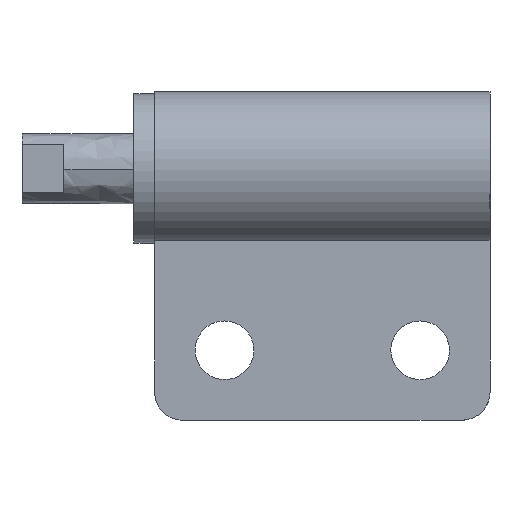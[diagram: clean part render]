
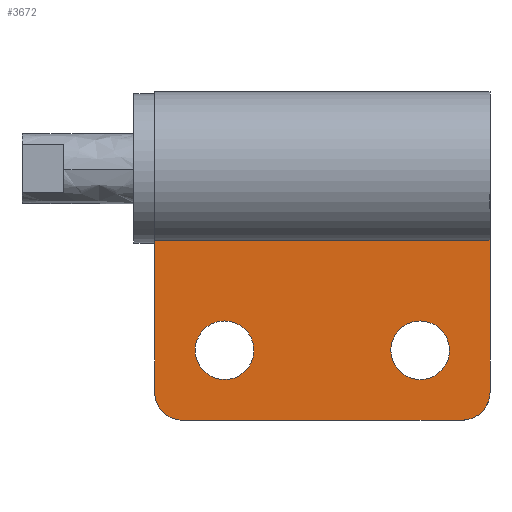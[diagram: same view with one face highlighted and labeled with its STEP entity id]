
A CAD part, front view. The second image highlights one B-rep face of the part: STEP entity #3672.
In plain terms, the highlighted free-form (B-spline) face has degree [1, 1] with [2, 2] control points.
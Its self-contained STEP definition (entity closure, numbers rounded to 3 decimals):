
#3116=CARTESIAN_POINT('',(9.415,-2.0,-12.752));
#3117=VERTEX_POINT('',#3116);
#3123=CARTESIAN_POINT('',(11.5,-2.0,-15.1));
#3124=VERTEX_POINT('',#3123);
#3125=CARTESIAN_POINT('',(9.415,-2.,-12.752));
#3126=CARTESIAN_POINT('',(9.4,-2.,-12.876));
#3127=CARTESIAN_POINT('',(9.4,-2.0,-13.0));
#3128=CARTESIAN_POINT('',(9.4,-2.,-15.1));
#3129=CARTESIAN_POINT('',(11.5,-2.0,-15.1));
#3137=(BOUNDED_CURVE()B_SPLINE_CURVE(2,(#3125,#3126,#3127,#3128,#3129),.UNSPECIFIED.,.F.,.U.)B_SPLINE_CURVE_WITH_KNOTS((3,2,3),(0.23,0.25,0.5),.UNSPECIFIED.)CURVE()GEOMETRIC_REPRESENTATION_ITEM()RATIONAL_B_SPLINE_CURVE((0.956,0.976,1.0,0.707,1.0))REPRESENTATION_ITEM(''));
#3138=EDGE_CURVE('',#3117,#3124,#3137,.T.);
#3140=CARTESIAN_POINT('',(13.596,-2.0,-13.128));
#3141=VERTEX_POINT('',#3140);
#3142=CARTESIAN_POINT('',(11.5,-2.0,-15.1));
#3143=CARTESIAN_POINT('',(13.475,-2.,-15.1));
#3144=CARTESIAN_POINT('',(13.596,-2.,-13.128));
#3152=(BOUNDED_CURVE()B_SPLINE_CURVE(2,(#3142,#3143,#3144),.UNSPECIFIED.,.F.,.U.)B_SPLINE_CURVE_WITH_KNOTS((3,3),(0.5,0.739),.UNSPECIFIED.)CURVE()GEOMETRIC_REPRESENTATION_ITEM()RATIONAL_B_SPLINE_CURVE((1.0,0.72,0.976))REPRESENTATION_ITEM(''));
#3153=EDGE_CURVE('',#3124,#3141,#3152,.T.);
#3227=CARTESIAN_POINT('',(11.5,-2.0,-10.9));
#3228=VERTEX_POINT('',#3227);
#3229=CARTESIAN_POINT('',(13.596,-2.0,-13.128));
#3230=CARTESIAN_POINT('',(13.6,-2.,-13.064));
#3231=CARTESIAN_POINT('',(13.6,-2.0,-13.0));
#3232=CARTESIAN_POINT('',(13.6,-2.,-10.9));
#3233=CARTESIAN_POINT('',(11.5,-2.0,-10.9));
#3241=(BOUNDED_CURVE()B_SPLINE_CURVE(2,(#3229,#3230,#3231,#3232,#3233),.UNSPECIFIED.,.F.,.U.)B_SPLINE_CURVE_WITH_KNOTS((3,2,3),(0.739,0.75,1.0),.UNSPECIFIED.)CURVE()GEOMETRIC_REPRESENTATION_ITEM()RATIONAL_B_SPLINE_CURVE((0.976,0.988,1.0,0.707,1.0))REPRESENTATION_ITEM(''));
#3242=EDGE_CURVE('',#3141,#3228,#3241,.T.);
#3244=CARTESIAN_POINT('',(11.5,-2.0,-10.9));
#3245=CARTESIAN_POINT('',(9.635,-2.,-10.9));
#3246=CARTESIAN_POINT('',(9.415,-2.,-12.752));
#3254=(BOUNDED_CURVE()B_SPLINE_CURVE(2,(#3244,#3245,#3246),.UNSPECIFIED.,.F.,.U.)B_SPLINE_CURVE_WITH_KNOTS((3,3),(0.0,0.23),.UNSPECIFIED.)CURVE()GEOMETRIC_REPRESENTATION_ITEM()RATIONAL_B_SPLINE_CURVE((1.0,0.731,0.956))REPRESENTATION_ITEM(''));
#3255=EDGE_CURVE('',#3228,#3117,#3254,.T.);
#3302=CARTESIAN_POINT('',(23.415,-2.0,-12.752));
#3303=VERTEX_POINT('',#3302);
#3309=CARTESIAN_POINT('',(25.5,-2.0,-15.1));
#3310=VERTEX_POINT('',#3309);
#3311=CARTESIAN_POINT('',(23.415,-2.,-12.752));
#3312=CARTESIAN_POINT('',(23.4,-2.,-12.876));
#3313=CARTESIAN_POINT('',(23.4,-2.0,-13.0));
#3314=CARTESIAN_POINT('',(23.4,-2.,-15.1));
#3315=CARTESIAN_POINT('',(25.5,-2.0,-15.1));
#3323=(BOUNDED_CURVE()B_SPLINE_CURVE(2,(#3311,#3312,#3313,#3314,#3315),.UNSPECIFIED.,.F.,.U.)B_SPLINE_CURVE_WITH_KNOTS((3,2,3),(0.23,0.25,0.5),.UNSPECIFIED.)CURVE()GEOMETRIC_REPRESENTATION_ITEM()RATIONAL_B_SPLINE_CURVE((0.956,0.976,1.0,0.707,1.0))REPRESENTATION_ITEM(''));
#3324=EDGE_CURVE('',#3303,#3310,#3323,.T.);
#3326=CARTESIAN_POINT('',(27.596,-2.0,-13.128));
#3327=VERTEX_POINT('',#3326);
#3328=CARTESIAN_POINT('',(25.5,-2.0,-15.1));
#3329=CARTESIAN_POINT('',(27.475,-2.,-15.1));
#3330=CARTESIAN_POINT('',(27.596,-2.,-13.128));
#3338=(BOUNDED_CURVE()B_SPLINE_CURVE(2,(#3328,#3329,#3330),.UNSPECIFIED.,.F.,.U.)B_SPLINE_CURVE_WITH_KNOTS((3,3),(0.5,0.739),.UNSPECIFIED.)CURVE()GEOMETRIC_REPRESENTATION_ITEM()RATIONAL_B_SPLINE_CURVE((1.0,0.72,0.976))REPRESENTATION_ITEM(''));
#3339=EDGE_CURVE('',#3310,#3327,#3338,.T.);
#3413=CARTESIAN_POINT('',(25.5,-2.0,-10.9));
#3414=VERTEX_POINT('',#3413);
#3415=CARTESIAN_POINT('',(27.596,-2.,-13.128));
#3416=CARTESIAN_POINT('',(27.6,-2.,-13.064));
#3417=CARTESIAN_POINT('',(27.6,-2.0,-13.0));
#3418=CARTESIAN_POINT('',(27.6,-2.,-10.9));
#3419=CARTESIAN_POINT('',(25.5,-2.0,-10.9));
#3427=(BOUNDED_CURVE()B_SPLINE_CURVE(2,(#3415,#3416,#3417,#3418,#3419),.UNSPECIFIED.,.F.,.U.)B_SPLINE_CURVE_WITH_KNOTS((3,2,3),(0.739,0.75,1.0),.UNSPECIFIED.)CURVE()GEOMETRIC_REPRESENTATION_ITEM()RATIONAL_B_SPLINE_CURVE((0.976,0.988,1.0,0.707,1.0))REPRESENTATION_ITEM(''));
#3428=EDGE_CURVE('',#3327,#3414,#3427,.T.);
#3430=CARTESIAN_POINT('',(25.5,-2.0,-10.9));
#3431=CARTESIAN_POINT('',(23.635,-2.,-10.9));
#3432=CARTESIAN_POINT('',(23.415,-2.,-12.752));
#3440=(BOUNDED_CURVE()B_SPLINE_CURVE(2,(#3430,#3431,#3432),.UNSPECIFIED.,.F.,.U.)B_SPLINE_CURVE_WITH_KNOTS((3,3),(0.0,0.23),.UNSPECIFIED.)CURVE()GEOMETRIC_REPRESENTATION_ITEM()RATIONAL_B_SPLINE_CURVE((1.0,0.731,0.956))REPRESENTATION_ITEM(''));
#3441=EDGE_CURVE('',#3414,#3303,#3440,.T.);
#3461=CARTESIAN_POINT('',(6.5,-2.0,-16.));
#3462=VERTEX_POINT('',#3461);
#3463=CARTESIAN_POINT('',(8.5,-2.0,-18.));
#3464=VERTEX_POINT('',#3463);
#3465=CARTESIAN_POINT('',(6.5,-2.0,-16.));
#3466=CARTESIAN_POINT('',(6.5,-2.,-18.));
#3467=CARTESIAN_POINT('',(8.5,-2.0,-18.));
#3475=(BOUNDED_CURVE()B_SPLINE_CURVE(2,(#3465,#3466,#3467),.UNSPECIFIED.,.F.,.U.)CURVE()GEOMETRIC_REPRESENTATION_ITEM()QUASI_UNIFORM_CURVE()RATIONAL_B_SPLINE_CURVE((1.0,0.707,1.0))REPRESENTATION_ITEM(''));
#3476=EDGE_CURVE('',#3462,#3464,#3475,.T.);
#3522=CARTESIAN_POINT('',(28.5,-2.0,-18.));
#3523=VERTEX_POINT('',#3522);
#3524=CARTESIAN_POINT('',(30.5,-2.0,-16.));
#3525=VERTEX_POINT('',#3524);
#3526=CARTESIAN_POINT('',(28.5,-2.0,-18.));
#3527=CARTESIAN_POINT('',(30.5,-2.,-18.));
#3528=CARTESIAN_POINT('',(30.5,-2.0,-16.));
#3536=(BOUNDED_CURVE()B_SPLINE_CURVE(2,(#3526,#3527,#3528),.UNSPECIFIED.,.F.,.U.)CURVE()GEOMETRIC_REPRESENTATION_ITEM()QUASI_UNIFORM_CURVE()RATIONAL_B_SPLINE_CURVE((1.0,0.707,1.0))REPRESENTATION_ITEM(''));
#3537=EDGE_CURVE('',#3523,#3525,#3536,.T.);
#3622=CARTESIAN_POINT('',(28.5,-2.0,-18.));
#3623=CARTESIAN_POINT('',(8.5,-2.0,-18.));
#3624=QUASI_UNIFORM_CURVE('',1,(#3622,#3623),.UNSPECIFIED.,.F.,.U.);
#3625=EDGE_CURVE('',#3523,#3464,#3624,.T.);
#3631=CARTESIAN_POINT('',(5.301,-2.0,-18.643));
#3632=CARTESIAN_POINT('',(5.301,-2.0,-4.48));
#3633=CARTESIAN_POINT('',(31.699,-2.0,-18.643));
#3634=CARTESIAN_POINT('',(31.699,-2.0,-4.48));
#3635=B_SPLINE_SURFACE_WITH_KNOTS('',1,1,((#3631,#3633),(#3632,#3634)),.UNSPECIFIED.,.F.,.F.,.U.,(2,2),(2,2),(0.0,14.163),(0.0,26.398),.UNSPECIFIED.);
#3636=ORIENTED_EDGE('',*,*,#3625,.F.);
#3637=ORIENTED_EDGE('',*,*,#3537,.T.);
#3638=CARTESIAN_POINT('',(30.5,-2.0,-5.123));
#3639=VERTEX_POINT('',#3638);
#3640=CARTESIAN_POINT('',(30.5,-2.0,-5.123));
#3641=CARTESIAN_POINT('',(30.5,-2.0,-16.));
#3642=QUASI_UNIFORM_CURVE('',1,(#3640,#3641),.UNSPECIFIED.,.F.,.U.);
#3643=EDGE_CURVE('',#3639,#3525,#3642,.T.);
#3644=ORIENTED_EDGE('',*,*,#3643,.F.);
#3645=CARTESIAN_POINT('',(6.5,-2.0,-5.123));
#3646=VERTEX_POINT('',#3645);
#3647=CARTESIAN_POINT('',(30.5,-2.0,-5.123));
#3648=CARTESIAN_POINT('',(6.5,-2.0,-5.123));
#3649=QUASI_UNIFORM_CURVE('',1,(#3647,#3648),.UNSPECIFIED.,.F.,.U.);
#3650=EDGE_CURVE('',#3639,#3646,#3649,.T.);
#3651=ORIENTED_EDGE('',*,*,#3650,.T.);
#3652=CARTESIAN_POINT('',(6.5,-2.0,-5.123));
#3653=CARTESIAN_POINT('',(6.5,-2.0,-16.));
#3654=QUASI_UNIFORM_CURVE('',1,(#3652,#3653),.UNSPECIFIED.,.F.,.U.);
#3655=EDGE_CURVE('',#3646,#3462,#3654,.T.);
#3656=ORIENTED_EDGE('',*,*,#3655,.T.);
#3657=ORIENTED_EDGE('',*,*,#3476,.T.);
#3658=EDGE_LOOP('',(#3636,#3637,#3644,#3651,#3656,#3657));
#3659=FACE_OUTER_BOUND('',#3658,.T.);
#3660=ORIENTED_EDGE('',*,*,#3339,.F.);
#3661=ORIENTED_EDGE('',*,*,#3324,.F.);
#3662=ORIENTED_EDGE('',*,*,#3441,.F.);
#3663=ORIENTED_EDGE('',*,*,#3428,.F.);
#3664=EDGE_LOOP('',(#3660,#3661,#3662,#3663));
#3665=FACE_BOUND('',#3664,.T.);
#3666=ORIENTED_EDGE('',*,*,#3153,.F.);
#3667=ORIENTED_EDGE('',*,*,#3138,.F.);
#3668=ORIENTED_EDGE('',*,*,#3255,.F.);
#3669=ORIENTED_EDGE('',*,*,#3242,.F.);
#3670=EDGE_LOOP('',(#3666,#3667,#3668,#3669));
#3671=FACE_BOUND('',#3670,.T.);
#3672=ADVANCED_FACE('',(#3659,#3665,#3671),#3635,.F.);
